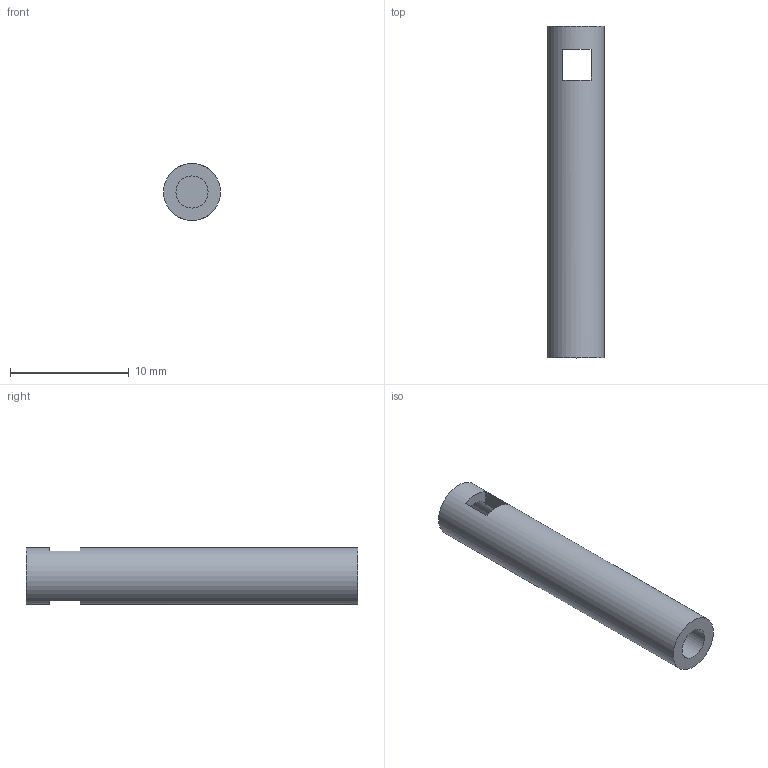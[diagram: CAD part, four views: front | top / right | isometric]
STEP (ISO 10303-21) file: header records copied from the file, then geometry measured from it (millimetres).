
FILE_DESCRIPTION(/* description */ (''),/* implementation_level */ '2;1');
FILE_NAME(/* name */ 'EJE.stp',/* time_stamp */ '2023-10-08T11:23:57-05:00',/* author */ ('Asus'),/* organization */ (''),/* preprocessor_version */ 'ST-DEVELOPER v19.2',/* originating_system */ 'Autodesk Inventor 2024',/* authorisation */ '');
FILE_SCHEMA (('AUTOMOTIVE_DESIGN { 1 0 10303 214 3 1 1 }'));
Length unit declared in the file: millimetre
Products named in the file (1): EJE
Bounding box: 4.8 x 28 x 4.8 mm (x, y, z)
Volume: 403.7 mm3; surface area: 577.1 mm2
Topology: 1 solids, 1 shells, 15 faces, 33 edges, 24 vertices
Faces by surface type: plane 12, cylinder 3
Full cylindrical faces by diameter (mm): 2.7 x1, 3 x1, 4.8 x1
Entity records: 485 total; most frequent: DIRECTION 79, CARTESIAN_POINT 73, ORIENTED_EDGE 66, EDGE_CURVE 33, AXIS2_PLACEMENT_3D 30, VERTEX_POINT 22, EDGE_LOOP 21, LINE 19
